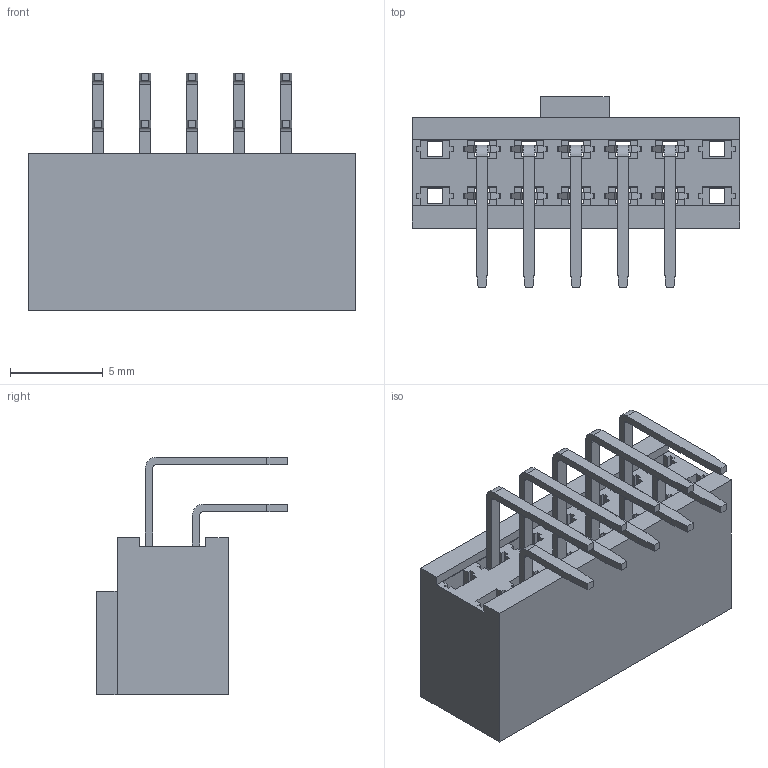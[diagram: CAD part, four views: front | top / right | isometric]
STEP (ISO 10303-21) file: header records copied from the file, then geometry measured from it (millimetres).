
FILE_DESCRIPTION((''),'2;1');
FILE_NAME('BPHFZ_ASM','2023-11-20T',('gain.gao'),(''),'PRO/ENGINEER BY PARAMETRIC TECHNOLOGY CORPORATION, 2015440','PRO/ENGINEER BY PARAMETRIC TECHNOLOGY CORPORATION, 2015440','');
FILE_SCHEMA(('AUTOMOTIVE_DESIGN { 1 0 10303 214 1 1 1 1 }'));
Length unit declared in the file: millimetre
Products named in the file (7): DZ0831_1_PRT_21_1; DZ0831_1_PRT_8_1_1; PRT0006_1_1_PRT_1; ASM0002_ASM_1_ASM_ASM_1_ASM; BPHFZ-10R-B-032-1-F_STP_ASM_1_ASM; BPHFZ-10R-B-032-1-F_ASM_1_ASM; BPHFZ_ASM
Assembly tree (14 placements, depth 5):
  BPHFZ_ASM
    BPHFZ-10R-B-032-1-F_ASM_1_ASM
      BPHFZ-10R-B-032-1-F_STP_ASM_1_ASM
        ASM0002_ASM_1_ASM_ASM_1_ASM
          DZ0831_1_PRT_21_1  x5
          DZ0831_1_PRT_8_1_1  x5
          PRT0006_1_1_PRT_1
Bounding box: 17.7 x 10.3 x 12.84 mm (x, y, z)
Volume: 756.2 mm3; surface area: 1680.3 mm2
Topology: 11 solids, 11 shells, 648 faces, 1860 edges, 1248 vertices
Faces by surface type: plane 518, cylinder 130
Entity records: 15794 total; most frequent: CARTESIAN_POINT 2134, ORIENTED_EDGE 2056, DIRECTION 1916, PRESENTATION_STYLE_ASSIGNMENT 1099, STYLED_ITEM 1099, CURVE_STYLE 1028, EDGE_CURVE 1028, VECTOR 960
